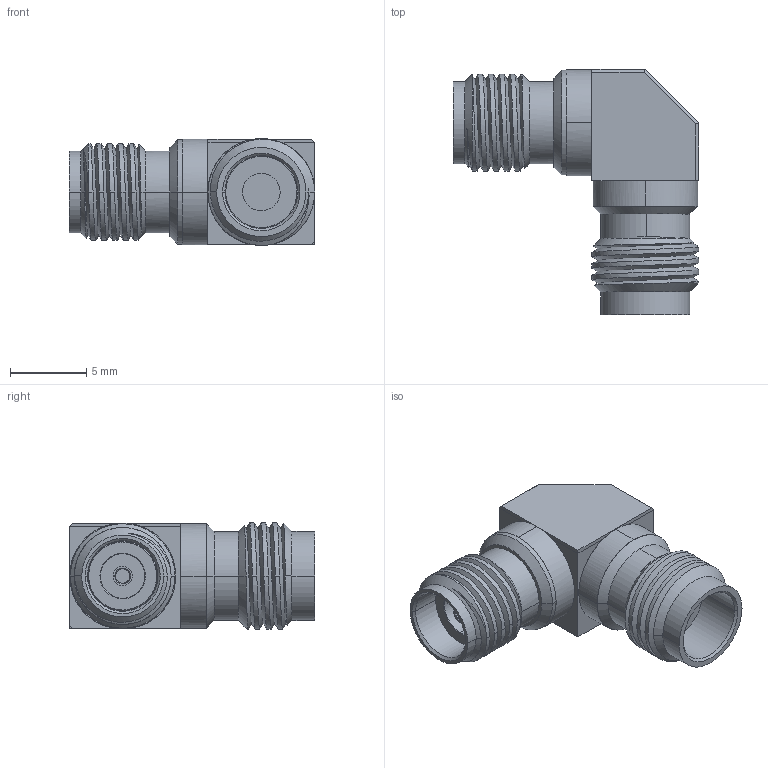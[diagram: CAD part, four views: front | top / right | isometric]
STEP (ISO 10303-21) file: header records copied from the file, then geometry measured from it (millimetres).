
FILE_DESCRIPTION (( 'STEP AP214' ), '1' );
FILE_NAME ('CT-KF2F-R-LN1, Defeatured.STEP', '2025-12-26T18:14:15', ( '' ), ( '' ), 'SwSTEP 2.0', 'SolidWorks 2021', '' );
FILE_SCHEMA (( 'AUTOMOTIVE_DESIGN' ));
Length unit declared in the file: millimetre
Products named in the file (1): CT-KF2F-R-LN1, Defeatured
Bounding box: 16.09 x 16.09 x 7 mm (x, y, z)
Surface area: 1218.1 mm2 (no closed solid volume)
Topology: 0 solids, 5 shells, 112 faces, 285 edges, 183 vertices
Faces by surface type: cylinder 45, plane 37, cone 24, bspline 4, torus 2
Entity records: 7308 total; most frequent: CARTESIAN_POINT 5188, ORIENTED_EDGE 535, EDGE_CURVE 285, B_SPLINE_CURVE_WITH_KNOTS 266, DIRECTION 228, VERTEX_POINT 183, EDGE_LOOP 120, AXIS2_PLACEMENT_3D 113
